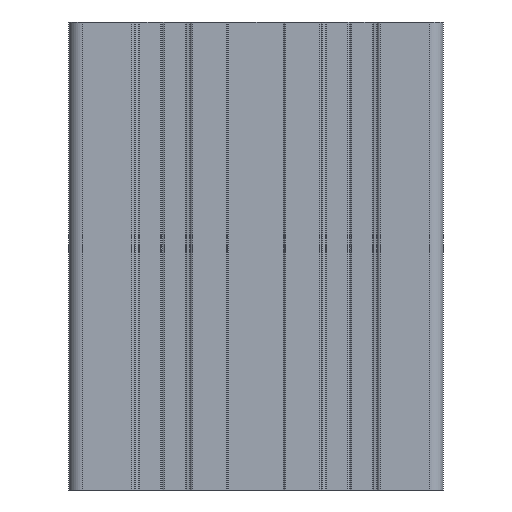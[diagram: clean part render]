
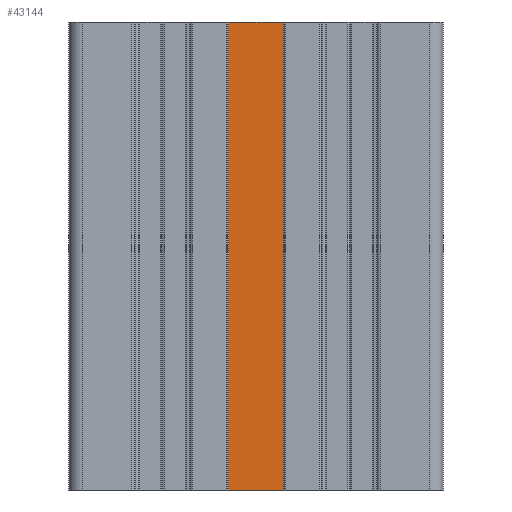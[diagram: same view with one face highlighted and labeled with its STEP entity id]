
A CAD part, front view. The second image highlights one B-rep face of the part: STEP entity #43144.
In plain terms, the highlighted planar face has unit normal (0, -1, 0).
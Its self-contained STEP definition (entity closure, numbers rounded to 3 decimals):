
#72 = PLANE('',#73);
#73 = AXIS2_PLACEMENT_3D('',#74,#75,#76);
#74 = CARTESIAN_POINT('',(-75.711,215.191,-50.));
#75 = DIRECTION('',(0.,0.,1.));
#76 = DIRECTION('',(1.,0.,-0.));
#126 = PLANE('',#127);
#127 = AXIS2_PLACEMENT_3D('',#128,#129,#130);
#128 = CARTESIAN_POINT('',(-75.711,215.191,50.));
#129 = DIRECTION('',(0.,0.,1.));
#130 = DIRECTION('',(1.,0.,-0.));
#31468 = VERTEX_POINT('',#31469);
#31469 = CARTESIAN_POINT('',(-69.911,175.991,-50.));
#31484 = CYLINDRICAL_SURFACE('',#31485,0.2);
#31485 = AXIS2_PLACEMENT_3D('',#31486,#31487,#31488);
#31486 = CARTESIAN_POINT('',(-69.911,175.791,0.));
#31487 = DIRECTION('',(0.,0.,1.));
#31488 = DIRECTION('',(1.,0.,-0.));
#31496 = EDGE_CURVE('',#31468,#31497,#31499,.T.);
#31497 = VERTEX_POINT('',#31498);
#31498 = CARTESIAN_POINT('',(-81.511,175.991,-50.));
#31499 = SURFACE_CURVE('',#31500,(#31504,#31511),.PCURVE_S1.);
#31500 = LINE('',#31501,#31502);
#31501 = CARTESIAN_POINT('',(-69.911,175.991,-50.));
#31502 = VECTOR('',#31503,1.);
#31503 = DIRECTION('',(-1.,0.,0.));
#31504 = PCURVE('',#72,#31505);
#31505 = DEFINITIONAL_REPRESENTATION('',(#31506),#31510);
#31506 = LINE('',#31507,#31508);
#31507 = CARTESIAN_POINT('',(5.8,-39.2));
#31508 = VECTOR('',#31509,1.);
#31509 = DIRECTION('',(-1.,0.));
#31510 = ( GEOMETRIC_REPRESENTATION_CONTEXT(2) 
PARAMETRIC_REPRESENTATION_CONTEXT() REPRESENTATION_CONTEXT('2D SPACE',''
  ) );
#31511 = PCURVE('',#31512,#31517);
#31512 = PLANE('',#31513);
#31513 = AXIS2_PLACEMENT_3D('',#31514,#31515,#31516);
#31514 = CARTESIAN_POINT('',(-81.511,175.991,0.));
#31515 = DIRECTION('',(0.,-1.,0.));
#31516 = DIRECTION('',(1.,0.,0.));
#31517 = DEFINITIONAL_REPRESENTATION('',(#31518),#31522);
#31518 = LINE('',#31519,#31520);
#31519 = CARTESIAN_POINT('',(11.6,-50.));
#31520 = VECTOR('',#31521,1.);
#31521 = DIRECTION('',(-1.,0.));
#31522 = ( GEOMETRIC_REPRESENTATION_CONTEXT(2) 
PARAMETRIC_REPRESENTATION_CONTEXT() REPRESENTATION_CONTEXT('2D SPACE',''
  ) );
#31541 = CYLINDRICAL_SURFACE('',#31542,0.2);
#31542 = AXIS2_PLACEMENT_3D('',#31543,#31544,#31545);
#31543 = CARTESIAN_POINT('',(-81.511,175.791,0.));
#31544 = DIRECTION('',(0.,0.,1.));
#31545 = DIRECTION('',(0.,1.,-0.));
#43095 = EDGE_CURVE('',#43096,#31468,#43098,.T.);
#43096 = VERTEX_POINT('',#43097);
#43097 = CARTESIAN_POINT('',(-69.911,175.991,50.));
#43098 = SURFACE_CURVE('',#43099,(#43103,#43110),.PCURVE_S1.);
#43099 = LINE('',#43100,#43101);
#43100 = CARTESIAN_POINT('',(-69.911,175.991,0.));
#43101 = VECTOR('',#43102,1.);
#43102 = DIRECTION('',(0.,0.,-1.));
#43103 = PCURVE('',#31484,#43104);
#43104 = DEFINITIONAL_REPRESENTATION('',(#43105),#43109);
#43105 = LINE('',#43106,#43107);
#43106 = CARTESIAN_POINT('',(1.571,0.));
#43107 = VECTOR('',#43108,1.);
#43108 = DIRECTION('',(0.,-1.));
#43109 = ( GEOMETRIC_REPRESENTATION_CONTEXT(2) 
PARAMETRIC_REPRESENTATION_CONTEXT() REPRESENTATION_CONTEXT('2D SPACE',''
  ) );
#43110 = PCURVE('',#31512,#43111);
#43111 = DEFINITIONAL_REPRESENTATION('',(#43112),#43116);
#43112 = LINE('',#43113,#43114);
#43113 = CARTESIAN_POINT('',(11.6,0.));
#43114 = VECTOR('',#43115,1.);
#43115 = DIRECTION('',(0.,-1.));
#43116 = ( GEOMETRIC_REPRESENTATION_CONTEXT(2) 
PARAMETRIC_REPRESENTATION_CONTEXT() REPRESENTATION_CONTEXT('2D SPACE',''
  ) );
#43144 = ADVANCED_FACE('',(#43145),#31512,.T.);
#43145 = FACE_BOUND('',#43146,.T.);
#43146 = EDGE_LOOP('',(#43147,#43148,#43171,#43192));
#43147 = ORIENTED_EDGE('',*,*,#43095,.F.);
#43148 = ORIENTED_EDGE('',*,*,#43149,.F.);
#43149 = EDGE_CURVE('',#43150,#43096,#43152,.T.);
#43150 = VERTEX_POINT('',#43151);
#43151 = CARTESIAN_POINT('',(-81.511,175.991,50.));
#43152 = SURFACE_CURVE('',#43153,(#43157,#43164),.PCURVE_S1.);
#43153 = LINE('',#43154,#43155);
#43154 = CARTESIAN_POINT('',(-75.711,175.991,50.));
#43155 = VECTOR('',#43156,1.);
#43156 = DIRECTION('',(1.,0.,0.));
#43157 = PCURVE('',#31512,#43158);
#43158 = DEFINITIONAL_REPRESENTATION('',(#43159),#43163);
#43159 = LINE('',#43160,#43161);
#43160 = CARTESIAN_POINT('',(5.8,50.));
#43161 = VECTOR('',#43162,1.);
#43162 = DIRECTION('',(1.,0.));
#43163 = ( GEOMETRIC_REPRESENTATION_CONTEXT(2) 
PARAMETRIC_REPRESENTATION_CONTEXT() REPRESENTATION_CONTEXT('2D SPACE',''
  ) );
#43164 = PCURVE('',#126,#43165);
#43165 = DEFINITIONAL_REPRESENTATION('',(#43166),#43170);
#43166 = LINE('',#43167,#43168);
#43167 = CARTESIAN_POINT('',(0.,-39.2));
#43168 = VECTOR('',#43169,1.);
#43169 = DIRECTION('',(1.,0.));
#43170 = ( GEOMETRIC_REPRESENTATION_CONTEXT(2) 
PARAMETRIC_REPRESENTATION_CONTEXT() REPRESENTATION_CONTEXT('2D SPACE',''
  ) );
#43171 = ORIENTED_EDGE('',*,*,#43172,.T.);
#43172 = EDGE_CURVE('',#43150,#31497,#43173,.T.);
#43173 = SURFACE_CURVE('',#43174,(#43178,#43185),.PCURVE_S1.);
#43174 = LINE('',#43175,#43176);
#43175 = CARTESIAN_POINT('',(-81.511,175.991,0.));
#43176 = VECTOR('',#43177,1.);
#43177 = DIRECTION('',(0.,0.,-1.));
#43178 = PCURVE('',#31512,#43179);
#43179 = DEFINITIONAL_REPRESENTATION('',(#43180),#43184);
#43180 = LINE('',#43181,#43182);
#43181 = CARTESIAN_POINT('',(0.,0.));
#43182 = VECTOR('',#43183,1.);
#43183 = DIRECTION('',(0.,-1.));
#43184 = ( GEOMETRIC_REPRESENTATION_CONTEXT(2) 
PARAMETRIC_REPRESENTATION_CONTEXT() REPRESENTATION_CONTEXT('2D SPACE',''
  ) );
#43185 = PCURVE('',#31541,#43186);
#43186 = DEFINITIONAL_REPRESENTATION('',(#43187),#43191);
#43187 = LINE('',#43188,#43189);
#43188 = CARTESIAN_POINT('',(0.,0.));
#43189 = VECTOR('',#43190,1.);
#43190 = DIRECTION('',(0.,-1.));
#43191 = ( GEOMETRIC_REPRESENTATION_CONTEXT(2) 
PARAMETRIC_REPRESENTATION_CONTEXT() REPRESENTATION_CONTEXT('2D SPACE',''
  ) );
#43192 = ORIENTED_EDGE('',*,*,#31496,.F.);
